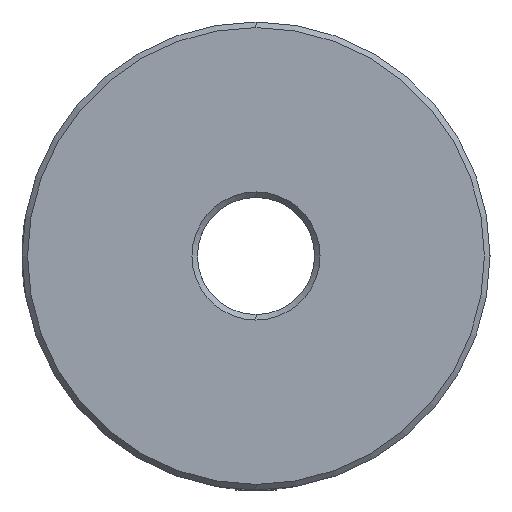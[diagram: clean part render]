
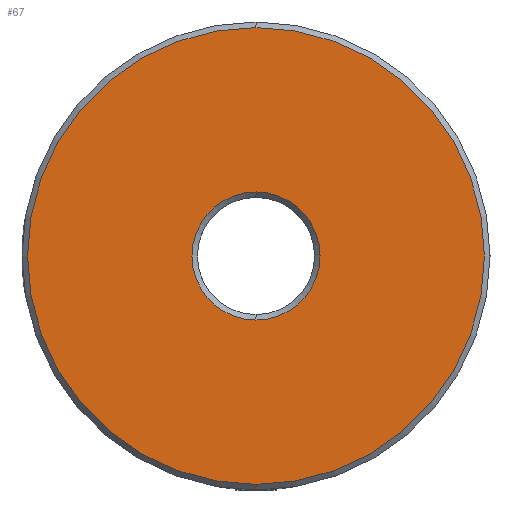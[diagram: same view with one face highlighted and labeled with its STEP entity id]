
A CAD part, left-side view. The second image highlights one B-rep face of the part: STEP entity #67.
In plain terms, the highlighted planar face has unit normal (-1, 0, 0).
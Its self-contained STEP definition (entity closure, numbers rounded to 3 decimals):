
#67 = ADVANCED_FACE ( 'NONE', ( #1763, #1766 ), #1429, .F. ) ;
#162 = EDGE_CURVE ( 'NONE', #1216, #1215, #2493, .T. ) ;
#163 = EDGE_CURVE ( 'NONE', #1213, #1214, #2494, .T. ) ;
#225 = EDGE_CURVE ( 'NONE', #1214, #1213, #2555, .T. ) ;
#239 = EDGE_CURVE ( 'NONE', #1215, #1216, #2577, .T. ) ;
#291 = ORIENTED_EDGE ( 'NONE', *, *, #162, .T. ) ;
#292 = ORIENTED_EDGE ( 'NONE', *, *, #239, .T. ) ;
#293 = ORIENTED_EDGE ( 'NONE', *, *, #225, .T. ) ;
#294 = ORIENTED_EDGE ( 'NONE', *, *, #163, .T. ) ;
#978 = EDGE_LOOP ( 'NONE', ( #291, #292 ) ) ;
#1001 = EDGE_LOOP ( 'NONE', ( #293, #294 ) ) ;
#1213 = VERTEX_POINT ( 'NONE', #4547 ) ;
#1214 = VERTEX_POINT ( 'NONE', #4548 ) ;
#1215 = VERTEX_POINT ( 'NONE', #4549 ) ;
#1216 = VERTEX_POINT ( 'NONE', #4550 ) ;
#1429 = PLANE ( 'NONE',  #1998 ) ;
#1432 = CARTESIAN_POINT ( 'NONE',  ( -21.5, 0., 0. ) ) ;
#1443 = DIRECTION ( 'NONE',  ( 1., 0., 0. ) ) ;
#1444 = DIRECTION ( 'NONE',  ( 0., 0., -1. ) ) ;
#1763 = FACE_OUTER_BOUND ( 'NONE', #978, .T. ) ;
#1766 = FACE_BOUND ( 'NONE', #1001, .T. ) ;
#1998 = AXIS2_PLACEMENT_3D ( 'NONE', #1432, #1443, #1444 ) ;
#2493 = CIRCLE ( 'NONE', #3002, 15.619 ) ;
#2494 = CIRCLE ( 'NONE', #2999, 4.381 ) ;
#2555 = CIRCLE ( 'NONE', #3049, 4.381 ) ;
#2577 = CIRCLE ( 'NONE', #3054, 15.619 ) ;
#2736 = CARTESIAN_POINT ( 'NONE',  ( -21.5, 0., 0. ) ) ;
#2737 = DIRECTION ( 'NONE',  ( -1., 0., 0. ) ) ;
#2738 = DIRECTION ( 'NONE',  ( 0., 0., -1. ) ) ;
#2739 = CARTESIAN_POINT ( 'NONE',  ( -21.5, 0., 0. ) ) ;
#2740 = DIRECTION ( 'NONE',  ( 1., 0., 0. ) ) ;
#2741 = DIRECTION ( 'NONE',  ( 0., 0., -1. ) ) ;
#2999 = AXIS2_PLACEMENT_3D ( 'NONE', #2739, #2740, #2741 ) ;
#3002 = AXIS2_PLACEMENT_3D ( 'NONE', #2736, #2737, #2738 ) ;
#3049 = AXIS2_PLACEMENT_3D ( 'NONE', #3126, #3135, #3136 ) ;
#3054 = AXIS2_PLACEMENT_3D ( 'NONE', #3194, #3195, #3196 ) ;
#3126 = CARTESIAN_POINT ( 'NONE',  ( -21.5, 0., 0. ) ) ;
#3135 = DIRECTION ( 'NONE',  ( 1., 0., 0. ) ) ;
#3136 = DIRECTION ( 'NONE',  ( 0., 0., -1. ) ) ;
#3194 = CARTESIAN_POINT ( 'NONE',  ( -21.5, 0., 0. ) ) ;
#3195 = DIRECTION ( 'NONE',  ( -1., 0., 0. ) ) ;
#3196 = DIRECTION ( 'NONE',  ( 0., 0., -1. ) ) ;
#4547 = CARTESIAN_POINT ( 'NONE',  ( -21.5, 0., -4.381 ) ) ;
#4548 = CARTESIAN_POINT ( 'NONE',  ( -21.5, 0., 4.381 ) ) ;
#4549 = CARTESIAN_POINT ( 'NONE',  ( -21.5, 0., 15.619 ) ) ;
#4550 = CARTESIAN_POINT ( 'NONE',  ( -21.5, 0., -15.619 ) ) ;
